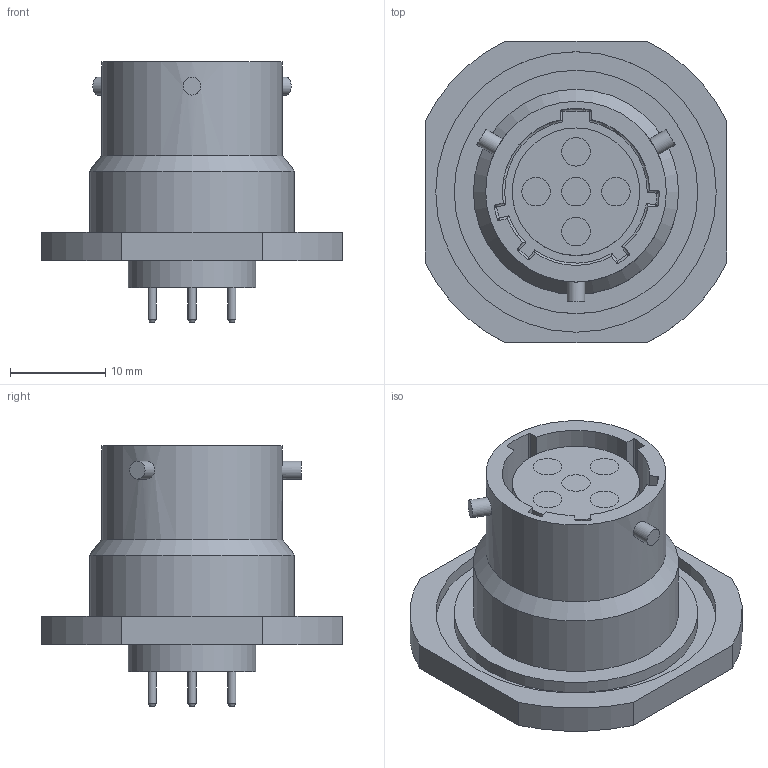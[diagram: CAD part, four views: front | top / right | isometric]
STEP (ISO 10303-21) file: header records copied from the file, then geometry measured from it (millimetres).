
FILE_DESCRIPTION(/* description */ (''),/* implementation_level */ '2;1');
FILE_NAME(/* name */ 'SOURIAU_UT07125S21E84T.stp',/* time_stamp */ '2016-03-03T13:58:36+01:00',/* author */ ('riccim'),/* organization */ (''),/* preprocessor_version */ 'ST-DEVELOPER v15.5',/* originating_system */ 'AutoCAD Mechanical',/* authorisation */ '');
FILE_SCHEMA (('AUTOMOTIVE_DESIGN { 1 0 10303 214 3 1 1 }'));
Length unit declared in the file: millimetre
Products named in the file (1): Product
Bounding box: 31.75 x 31.75 x 27.35 mm (x, y, z)
Volume: 7805.8 mm3; surface area: 5323.7 mm2
Topology: 13 solids, 13 shells, 136 faces, 259 edges, 160 vertices
Faces by surface type: cylinder 58, plane 52, bspline 10, torus 10, cone 6
Full cylindrical faces by diameter (mm): 0.85 x5, 1.89 x3, 3 x10, 13.4 x2, 19 x1, 21.58 x1, 25.6 x1, 29.5 x1
Entity records: 3706 total; most frequent: CARTESIAN_POINT 1113, DIRECTION 546, ORIENTED_EDGE 440, AXIS2_PLACEMENT_3D 235, EDGE_CURVE 220, EDGE_LOOP 178, VERTEX_POINT 152, FACE_OUTER_BOUND 136
